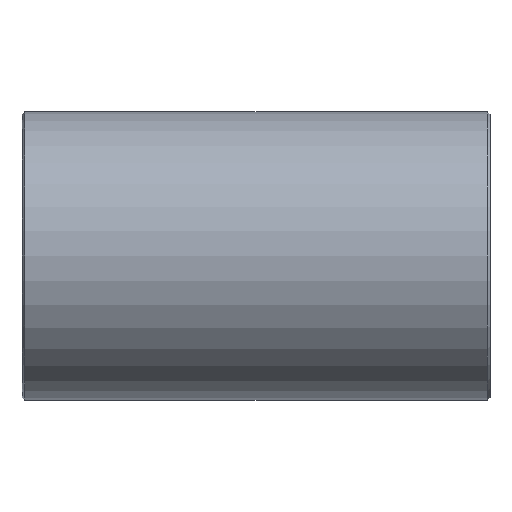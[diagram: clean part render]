
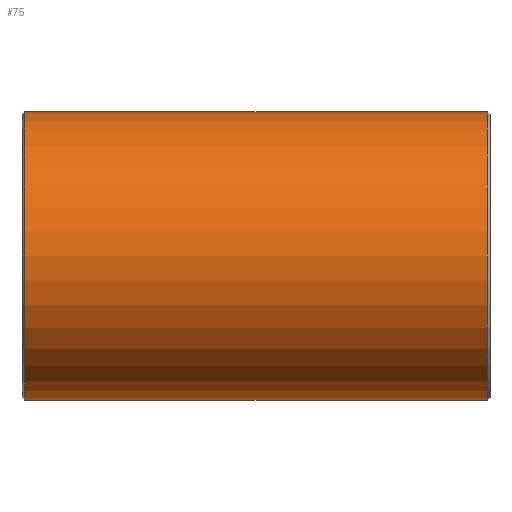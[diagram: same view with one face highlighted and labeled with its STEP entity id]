
A CAD part, front view. The second image highlights one B-rep face of the part: STEP entity #75.
In plain terms, the highlighted cylindrical face has radius 109.537 mm (diameter 219.075 mm), a partial arc.
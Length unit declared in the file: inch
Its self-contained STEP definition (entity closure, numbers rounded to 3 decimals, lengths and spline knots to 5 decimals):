
#29 = DIRECTION ( 'NONE',  ( 0., 0., 1. ) ) ;
#39 = CARTESIAN_POINT ( 'NONE',  ( 7., 0., 4.3125 ) ) ;
#42 = LINE ( 'NONE', #39, #103 ) ;
#51 = DIRECTION ( 'NONE',  ( -1., 0., 0. ) ) ;
#61 = DIRECTION ( 'NONE',  ( 0., 0., 1. ) ) ;
#75 = ADVANCED_FACE ( 'NONE', ( #660 ), #94, .T. ) ;
#94 = CYLINDRICAL_SURFACE ( 'NONE', #197, 4.3125 ) ;
#103 = VECTOR ( 'NONE', #601, 39.37008 ) ;
#113 = CARTESIAN_POINT ( 'NONE',  ( 6.91667, 0., -4.3125 ) ) ;
#145 = VERTEX_POINT ( 'NONE', #813 ) ;
#156 = EDGE_CURVE ( 'NONE', #552, #145, #42, .T. ) ;
#172 = DIRECTION ( 'NONE',  ( -1., 0., 0. ) ) ;
#197 = AXIS2_PLACEMENT_3D ( 'NONE', #441, #172, #29 ) ;
#204 = CARTESIAN_POINT ( 'NONE',  ( 7., 0., -4.3125 ) ) ;
#235 = ORIENTED_EDGE ( 'NONE', *, *, #744, .F. ) ;
#240 = VERTEX_POINT ( 'NONE', #332 ) ;
#293 = AXIS2_PLACEMENT_3D ( 'NONE', #816, #51, #610 ) ;
#302 = AXIS2_PLACEMENT_3D ( 'NONE', #695, #840, #61 ) ;
#332 = CARTESIAN_POINT ( 'NONE',  ( -6.91667, 0., -4.3125 ) ) ;
#349 = DIRECTION ( 'NONE',  ( -1., 0., 0. ) ) ;
#350 = VERTEX_POINT ( 'NONE', #113 ) ;
#361 = ORIENTED_EDGE ( 'NONE', *, *, #156, .T. ) ;
#393 = EDGE_CURVE ( 'NONE', #350, #552, #852, .T. ) ;
#441 = CARTESIAN_POINT ( 'NONE',  ( 7., 0., 0. ) ) ;
#552 = VERTEX_POINT ( 'NONE', #861 ) ;
#601 = DIRECTION ( 'NONE',  ( -1., 0., 0. ) ) ;
#610 = DIRECTION ( 'NONE',  ( 0., 0., -1. ) ) ;
#629 = ORIENTED_EDGE ( 'NONE', *, *, #393, .T. ) ;
#651 = VECTOR ( 'NONE', #349, 39.37008 ) ;
#654 = ORIENTED_EDGE ( 'NONE', *, *, #838, .T. ) ;
#660 = FACE_OUTER_BOUND ( 'NONE', #686, .T. ) ;
#686 = EDGE_LOOP ( 'NONE', ( #235, #629, #361, #654 ) ) ;
#693 = CIRCLE ( 'NONE', #302, 4.3125 ) ;
#695 = CARTESIAN_POINT ( 'NONE',  ( -6.91667, 0., 0. ) ) ;
#744 = EDGE_CURVE ( 'NONE', #350, #240, #835, .T. ) ;
#813 = CARTESIAN_POINT ( 'NONE',  ( -6.91667, 0., 4.3125 ) ) ;
#816 = CARTESIAN_POINT ( 'NONE',  ( 6.91667, 0., 0. ) ) ;
#835 = LINE ( 'NONE', #204, #651 ) ;
#838 = EDGE_CURVE ( 'NONE', #145, #240, #693, .T. ) ;
#840 = DIRECTION ( 'NONE',  ( 1., 0., 0. ) ) ;
#852 = CIRCLE ( 'NONE', #293, 4.3125 ) ;
#861 = CARTESIAN_POINT ( 'NONE',  ( 6.91667, 0., 4.3125 ) ) ;
